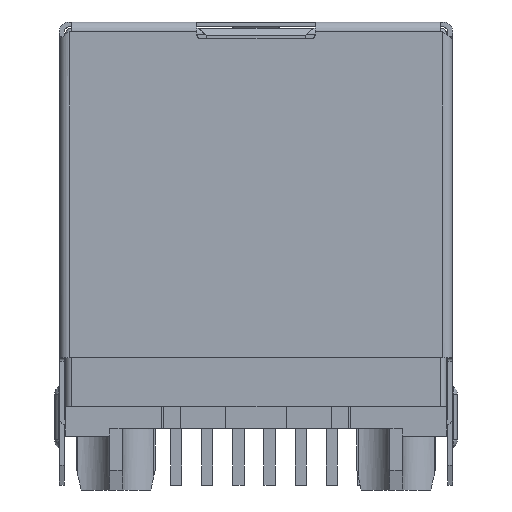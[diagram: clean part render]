
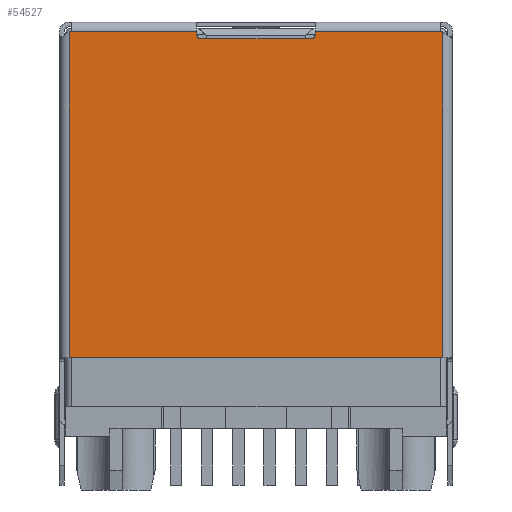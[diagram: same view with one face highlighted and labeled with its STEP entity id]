
A CAD part, front view. The second image highlights one B-rep face of the part: STEP entity #54527.
In plain terms, the highlighted face is planar.
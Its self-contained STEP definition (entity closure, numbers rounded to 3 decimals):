
#761=CIRCLE('',#56788,0.15);
#762=CIRCLE('',#56789,0.15);
#3984=ORIENTED_EDGE('',*,*,#15202,.T.);
#3985=ORIENTED_EDGE('',*,*,#15203,.F.);
#3986=ORIENTED_EDGE('',*,*,#15153,.T.);
#3987=ORIENTED_EDGE('',*,*,#15151,.F.);
#3988=ORIENTED_EDGE('',*,*,#15204,.T.);
#3989=ORIENTED_EDGE('',*,*,#15205,.F.);
#3990=ORIENTED_EDGE('',*,*,#15206,.T.);
#3991=ORIENTED_EDGE('',*,*,#15207,.T.);
#3992=ORIENTED_EDGE('',*,*,#15208,.T.);
#3993=ORIENTED_EDGE('',*,*,#15209,.F.);
#3994=ORIENTED_EDGE('',*,*,#15210,.T.);
#3995=ORIENTED_EDGE('',*,*,#14650,.T.);
#14650=EDGE_CURVE('',#20466,#20465,#24561,.T.);
#15151=EDGE_CURVE('',#20840,#20841,#24863,.T.);
#15153=EDGE_CURVE('',#20842,#20841,#24864,.T.);
#15202=EDGE_CURVE('',#20465,#20863,#24899,.T.);
#15203=EDGE_CURVE('',#20842,#20863,#24900,.T.);
#15204=EDGE_CURVE('',#20840,#20864,#761,.T.);
#15205=EDGE_CURVE('',#20865,#20864,#24901,.T.);
#15206=EDGE_CURVE('',#20865,#20866,#762,.T.);
#15207=EDGE_CURVE('',#20866,#20867,#24902,.T.);
#15208=EDGE_CURVE('',#20867,#20868,#24903,.T.);
#15209=EDGE_CURVE('',#20869,#20868,#24904,.T.);
#15210=EDGE_CURVE('',#20869,#20466,#24905,.T.);
#20465=VERTEX_POINT('',#71646);
#20466=VERTEX_POINT('',#71648);
#20840=VERTEX_POINT('',#73081);
#20841=VERTEX_POINT('',#73083);
#20842=VERTEX_POINT('',#73087);
#20863=VERTEX_POINT('',#73239);
#20864=VERTEX_POINT('',#73249);
#20865=VERTEX_POINT('',#73251);
#20866=VERTEX_POINT('',#73253);
#20867=VERTEX_POINT('',#73255);
#20868=VERTEX_POINT('',#73257);
#20869=VERTEX_POINT('',#73259);
#24561=LINE('',#71647,#29381);
#24863=LINE('',#73082,#29683);
#24864=LINE('',#73086,#29684);
#24899=LINE('',#73245,#29719);
#24900=LINE('',#73247,#29720);
#24901=LINE('',#73250,#29721);
#24902=LINE('',#73254,#29722);
#24903=LINE('',#73256,#29723);
#24904=LINE('',#73258,#29724);
#24905=LINE('',#73260,#29725);
#29381=VECTOR('',#60468,1000.);
#29683=VECTOR('',#61230,1000.);
#29684=VECTOR('',#61235,1000.);
#29719=VECTOR('',#61334,1000.);
#29720=VECTOR('',#61337,1000.);
#29721=VECTOR('',#61340,1000.);
#29722=VECTOR('',#61343,1000.);
#29723=VECTOR('',#61344,1000.);
#29724=VECTOR('',#61345,1000.);
#29725=VECTOR('',#61346,1000.);
#33811=EDGE_LOOP('',(#3984,#3985,#3986,#3987,#3988,#3989,#3990,#3991,#3992,
#3993,#3994,#3995));
#36147=FACE_BOUND('',#33811,.T.);
#38374=PLANE('',#56787);
#54527=ADVANCED_FACE('',(#36147),#38374,.T.);
#56787=AXIS2_PLACEMENT_3D('',#73246,#61335,#61336);
#56788=AXIS2_PLACEMENT_3D('',#73248,#61338,#61339);
#56789=AXIS2_PLACEMENT_3D('',#73252,#61341,#61342);
#60468=DIRECTION('',(-1.,0.,0.));
#61230=DIRECTION('',(0.,0.,1.));
#61235=DIRECTION('',(1.,0.,0.));
#61334=DIRECTION('',(0.,0.,1.));
#61335=DIRECTION('',(0.,1.,0.));
#61336=DIRECTION('',(1.,0.,0.));
#61337=DIRECTION('',(-1.,0.,0.));
#61338=DIRECTION('',(0.,-1.,0.));
#61339=DIRECTION('',(-1.,0.,0.));
#61340=DIRECTION('',(-1.,0.,0.));
#61341=DIRECTION('',(0.,-1.,0.));
#61342=DIRECTION('',(0.,0.,-1.));
#61343=DIRECTION('',(0.,0.,1.));
#61344=DIRECTION('',(1.,0.,0.));
#61345=DIRECTION('',(-1.,0.,0.));
#61346=DIRECTION('',(0.,0.,-1.));
#71646=CARTESIAN_POINT('',(0.255,16.45,-13.45));
#71647=CARTESIAN_POINT('',(15.505,16.45,-13.45));
#71648=CARTESIAN_POINT('',(15.505,16.45,-13.45));
#73081=CARTESIAN_POINT('',(5.47,16.45,-0.286));
#73082=CARTESIAN_POINT('',(5.47,16.45,-0.286));
#73083=CARTESIAN_POINT('',(5.47,16.45,-0.15));
#73086=CARTESIAN_POINT('',(0.355,16.45,-0.15));
#73087=CARTESIAN_POINT('',(0.355,16.45,-0.15));
#73239=CARTESIAN_POINT('',(0.255,16.45,-0.15));
#73245=CARTESIAN_POINT('',(0.255,16.45,-13.45));
#73246=CARTESIAN_POINT('',(7.88,16.45,-6.8));
#73247=CARTESIAN_POINT('',(0.355,16.45,-0.15));
#73248=CARTESIAN_POINT('',(5.62,16.45,-0.286));
#73249=CARTESIAN_POINT('',(5.62,16.45,-0.436));
#73250=CARTESIAN_POINT('',(10.14,16.45,-0.436));
#73251=CARTESIAN_POINT('',(10.14,16.45,-0.436));
#73252=CARTESIAN_POINT('',(10.14,16.45,-0.286));
#73253=CARTESIAN_POINT('',(10.29,16.45,-0.286));
#73254=CARTESIAN_POINT('',(10.29,16.45,-0.286));
#73255=CARTESIAN_POINT('',(10.29,16.45,-0.15));
#73256=CARTESIAN_POINT('',(10.29,16.45,-0.15));
#73257=CARTESIAN_POINT('',(15.405,16.45,-0.15));
#73258=CARTESIAN_POINT('',(15.505,16.45,-0.15));
#73259=CARTESIAN_POINT('',(15.505,16.45,-0.15));
#73260=CARTESIAN_POINT('',(15.505,16.45,-0.15));
